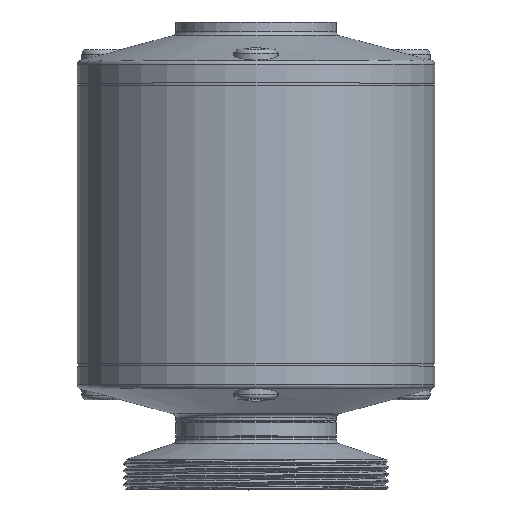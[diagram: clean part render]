
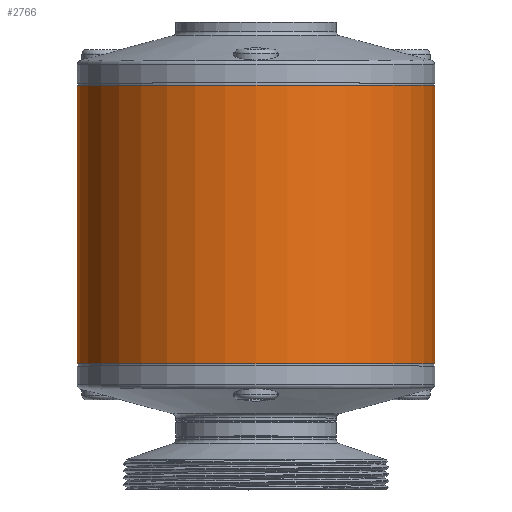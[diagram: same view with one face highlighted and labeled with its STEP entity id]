
A CAD part, top view. The second image highlights one B-rep face of the part: STEP entity #2766.
In plain terms, the highlighted cylindrical face has radius 39 mm (diameter 78 mm), a partial arc.
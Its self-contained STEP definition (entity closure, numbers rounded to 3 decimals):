
#28 = ORIENTED_EDGE ( 'NONE', *, *, #2215, .T. ) ;
#350 = DIRECTION ( 'NONE',  ( 0., 1., 0. ) ) ;
#389 = DIRECTION ( 'NONE',  ( 0., 1., 0. ) ) ;
#416 = VECTOR ( 'NONE', #5009, 1000. ) ;
#527 = DIRECTION ( 'NONE',  ( 0., 1., 0. ) ) ;
#557 = LINE ( 'NONE', #3281, #2423 ) ;
#719 = CIRCLE ( 'NONE', #1998, 39. ) ;
#1102 = DIRECTION ( 'NONE',  ( -1., 0., 0. ) ) ;
#1541 = DIRECTION ( 'NONE',  ( 0., 1., 0. ) ) ;
#1697 = EDGE_CURVE ( 'NONE', #3722, #2238, #719, .T. ) ;
#1767 = CARTESIAN_POINT ( 'NONE',  ( 0., 89.669, 0. ) ) ;
#1956 = LINE ( 'NONE', #2305, #416 ) ;
#1998 = AXIS2_PLACEMENT_3D ( 'NONE', #5487, #1541, #1102 ) ;
#2034 = VERTEX_POINT ( 'NONE', #4629 ) ;
#2171 = CIRCLE ( 'NONE', #5320, 39. ) ;
#2206 = CARTESIAN_POINT ( 'NONE',  ( 39., 85.135, 0. ) ) ;
#2215 = EDGE_CURVE ( 'NONE', #3432, #2034, #2171, .T. ) ;
#2238 = VERTEX_POINT ( 'NONE', #2206 ) ;
#2305 = CARTESIAN_POINT ( 'NONE',  ( -39., 89.669, 0. ) ) ;
#2423 = VECTOR ( 'NONE', #527, 1000. ) ;
#2585 = CYLINDRICAL_SURFACE ( 'NONE', #5114, 39. ) ;
#2596 = CARTESIAN_POINT ( 'NONE',  ( 0., 24.435, 0. ) ) ;
#2610 = DIRECTION ( 'NONE',  ( -1., 0., 0. ) ) ;
#2766 = ADVANCED_FACE ( 'NONE', ( #4350 ), #2585, .T. ) ;
#2945 = EDGE_CURVE ( 'NONE', #2034, #2238, #557, .T. ) ;
#3203 = ORIENTED_EDGE ( 'NONE', *, *, #5139, .F. ) ;
#3281 = CARTESIAN_POINT ( 'NONE',  ( 39., 89.669, 0. ) ) ;
#3353 = EDGE_LOOP ( 'NONE', ( #28, #4652, #5307, #3203 ) ) ;
#3432 = VERTEX_POINT ( 'NONE', #4762 ) ;
#3722 = VERTEX_POINT ( 'NONE', #5047 ) ;
#4350 = FACE_OUTER_BOUND ( 'NONE', #3353, .T. ) ;
#4629 = CARTESIAN_POINT ( 'NONE',  ( 39., 24.435, 0. ) ) ;
#4652 = ORIENTED_EDGE ( 'NONE', *, *, #2945, .T. ) ;
#4762 = CARTESIAN_POINT ( 'NONE',  ( -39., 24.435, 0. ) ) ;
#5009 = DIRECTION ( 'NONE',  ( 0., 1., 0. ) ) ;
#5047 = CARTESIAN_POINT ( 'NONE',  ( -39., 85.135, 0. ) ) ;
#5114 = AXIS2_PLACEMENT_3D ( 'NONE', #1767, #389, #2610 ) ;
#5139 = EDGE_CURVE ( 'NONE', #3432, #3722, #1956, .T. ) ;
#5260 = DIRECTION ( 'NONE',  ( -1., 0., 0. ) ) ;
#5307 = ORIENTED_EDGE ( 'NONE', *, *, #1697, .F. ) ;
#5320 = AXIS2_PLACEMENT_3D ( 'NONE', #2596, #350, #5260 ) ;
#5487 = CARTESIAN_POINT ( 'NONE',  ( 0., 85.135, 0. ) ) ;
